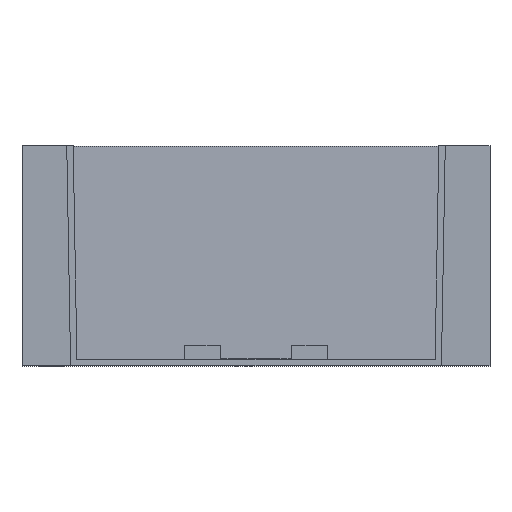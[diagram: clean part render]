
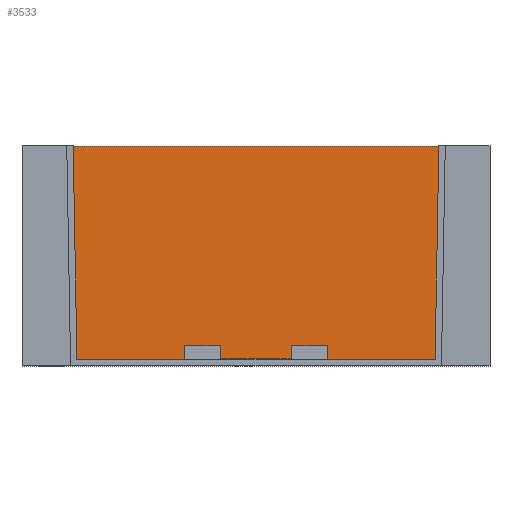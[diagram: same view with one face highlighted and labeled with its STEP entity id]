
A CAD part, top view. The second image highlights one B-rep face of the part: STEP entity #3533.
In plain terms, the highlighted planar face has unit normal (0, 0.018, 1).
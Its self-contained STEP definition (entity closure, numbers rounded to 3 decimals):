
#134 = EDGE_LOOP ( 'NONE', ( #2170, #6743, #7593, #11560 ) ) ;
#245 = DIRECTION ( 'NONE',  ( -1., 0., 0. ) ) ;
#458 = CARTESIAN_POINT ( 'NONE',  ( 65.5, 1.8, -56.931 ) ) ;
#646 = VERTEX_POINT ( 'NONE', #9648 ) ;
#1004 = VECTOR ( 'NONE', #245, 1000. ) ;
#1585 = VECTOR ( 'NONE', #8289, 1000. ) ;
#1840 = LINE ( 'NONE', #4754, #11623 ) ;
#2158 = CARTESIAN_POINT ( 'NONE',  ( -65.5, 61.6, -57.975 ) ) ;
#2170 = ORIENTED_EDGE ( 'NONE', *, *, #5253, .T. ) ;
#2473 = CARTESIAN_POINT ( 'NONE',  ( -65.5, 0.031, -56.9 ) ) ;
#3418 = DIRECTION ( 'NONE',  ( 0., 1., -0.017 ) ) ;
#3533 = ADVANCED_FACE ( 'NONE', ( #5136 ), #8057, .F. ) ;
#4503 = AXIS2_PLACEMENT_3D ( 'NONE', #2473, #9088, #3418 ) ;
#4754 = CARTESIAN_POINT ( 'NONE',  ( -65.5, 61.613, -57.975 ) ) ;
#5136 = FACE_OUTER_BOUND ( 'NONE', #134, .T. ) ;
#5253 = EDGE_CURVE ( 'NONE', #5416, #646, #1840, .T. ) ;
#5416 = VERTEX_POINT ( 'NONE', #9830 ) ;
#5752 = LINE ( 'NONE', #2158, #1004 ) ;
#6643 = DIRECTION ( 'NONE',  ( 0., -1., 0.017 ) ) ;
#6717 = EDGE_CURVE ( 'NONE', #7687, #5416, #5752, .T. ) ;
#6743 = ORIENTED_EDGE ( 'NONE', *, *, #11797, .F. ) ;
#7274 = EDGE_CURVE ( 'NONE', #7687, #9640, #11672, .T. ) ;
#7593 = ORIENTED_EDGE ( 'NONE', *, *, #7274, .F. ) ;
#7687 = VERTEX_POINT ( 'NONE', #10941 ) ;
#7981 = CARTESIAN_POINT ( 'NONE',  ( -65.5, 1.8, -56.931 ) ) ;
#8057 = PLANE ( 'NONE',  #4503 ) ;
#8289 = DIRECTION ( 'NONE',  ( 0., -1., 0.017 ) ) ;
#8813 = DIRECTION ( 'NONE',  ( -1., 0., 0. ) ) ;
#9088 = DIRECTION ( 'NONE',  ( 0., -0.017, -1. ) ) ;
#9426 = VECTOR ( 'NONE', #8813, 1000. ) ;
#9640 = VERTEX_POINT ( 'NONE', #458 ) ;
#9648 = CARTESIAN_POINT ( 'NONE',  ( -65.5, 1.8, -56.931 ) ) ;
#9830 = CARTESIAN_POINT ( 'NONE',  ( -65.5, 61.6, -57.975 ) ) ;
#10941 = CARTESIAN_POINT ( 'NONE',  ( 65.5, 61.6, -57.975 ) ) ;
#11560 = ORIENTED_EDGE ( 'NONE', *, *, #6717, .T. ) ;
#11623 = VECTOR ( 'NONE', #6643, 1000. ) ;
#11672 = LINE ( 'NONE', #12096, #1585 ) ;
#11797 = EDGE_CURVE ( 'NONE', #9640, #646, #11951, .T. ) ;
#11951 = LINE ( 'NONE', #7981, #9426 ) ;
#12096 = CARTESIAN_POINT ( 'NONE',  ( 65.5, 0.031, -56.9 ) ) ;
